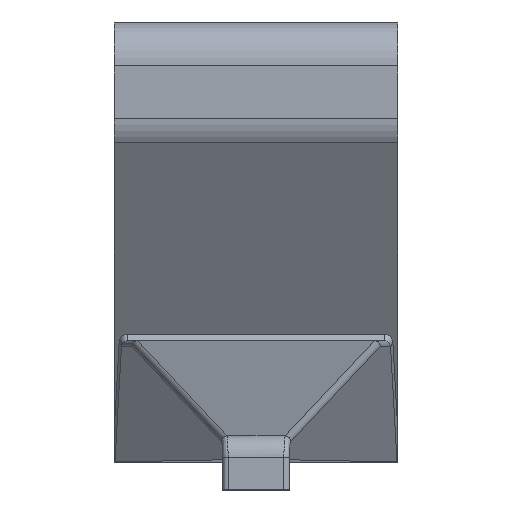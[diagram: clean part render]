
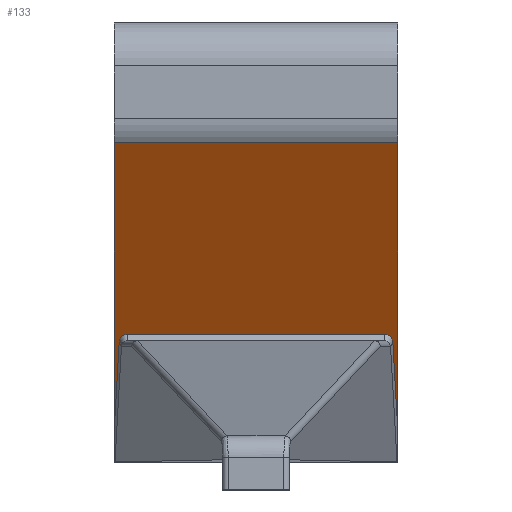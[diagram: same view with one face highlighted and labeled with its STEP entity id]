
A CAD part, top view. The second image highlights one B-rep face of the part: STEP entity #133.
In plain terms, the highlighted planar face has unit normal (0, -0.545, 0.838).
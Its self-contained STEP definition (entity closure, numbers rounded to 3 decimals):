
#22 = CARTESIAN_POINT ( 'NONE',  ( 12.9, 58.606, 34.354 ) ) ;
#72 = CARTESIAN_POINT ( 'NONE',  ( 12.446, 40.588, 22.642 ) ) ;
#74 = DIRECTION ( 'NONE',  ( 0., -0.838, -0.545 ) ) ;
#90 = CARTESIAN_POINT ( 'NONE',  ( 11.886, 41.187, 23.032 ) ) ;
#101 = ORIENTED_EDGE ( 'NONE', *, *, #532, .T. ) ;
#114 = VERTEX_POINT ( 'NONE', #164 ) ;
#122 = B_SPLINE_CURVE_WITH_KNOTS ( 'NONE', 3,
 ( #870, #1438, #90, #633, #744, #1421, #1293, #1173, #72, #937 ),
 .UNSPECIFIED., .F., .F.,
 ( 4, 2, 2, 2, 4 ),
 ( 0., 0.25, 0.5, 0.75, 1. ),
 .UNSPECIFIED. ) ;
#131 = B_SPLINE_CURVE_WITH_KNOTS ( 'NONE', 3,
 ( #1137, #1307, #867, #1285, #1417, #1162, #1568, #341, #1436, #1171, #466, #1150 ),
 .UNSPECIFIED., .F., .F.,
 ( 4, 2, 2, 2, 2, 4 ),
 ( 0., 0.25, 0.5, 0.75, 0.875, 1. ),
 .UNSPECIFIED. ) ;
#133 = ADVANCED_FACE ( 'NONE', ( #564 ), #1412, .F. ) ;
#135 = CARTESIAN_POINT ( 'NONE',  ( 11.783, 41.206, 23.044 ) ) ;
#152 = CARTESIAN_POINT ( 'NONE',  ( 11.697, 41.206, 23.044 ) ) ;
#164 = CARTESIAN_POINT ( 'NONE',  ( 12.9, 32.472, 17.367 ) ) ;
#176 = LINE ( 'NONE', #288, #623 ) ;
#191 = ORIENTED_EDGE ( 'NONE', *, *, #498, .T. ) ;
#199 = ORIENTED_EDGE ( 'NONE', *, *, #443, .T. ) ;
#249 = LINE ( 'NONE', #1612, #1707 ) ;
#277 = EDGE_CURVE ( 'NONE', #952, #1086, #122, .T. ) ;
#288 = CARTESIAN_POINT ( 'NONE',  ( 13.06, 29.606, 15.504 ) ) ;
#341 = CARTESIAN_POINT ( 'NONE',  ( -11.93, 41.169, 23.02 ) ) ;
#345 = LINE ( 'NONE', #464, #1335 ) ;
#352 = ORIENTED_EDGE ( 'NONE', *, *, #277, .T. ) ;
#371 = LINE ( 'NONE', #1065, #1257 ) ;
#443 = EDGE_CURVE ( 'NONE', #1086, #114, #176, .T. ) ;
#464 = CARTESIAN_POINT ( 'NONE',  ( -12.9, 59.6, 35. ) ) ;
#466 = CARTESIAN_POINT ( 'NONE',  ( -11.744, 41.206, 23.044 ) ) ;
#498 = EDGE_CURVE ( 'NONE', #840, #637, #131, .T. ) ;
#508 = VECTOR ( 'NONE', #1753, 1000. ) ;
#524 = DIRECTION ( 'NONE',  ( -1., 0., 0. ) ) ;
#532 = EDGE_CURVE ( 'NONE', #637, #952, #769, .T. ) ;
#564 = FACE_OUTER_BOUND ( 'NONE', #1149, .T. ) ;
#623 = VECTOR ( 'NONE', #827, 1000. ) ;
#633 = CARTESIAN_POINT ( 'NONE',  ( 12.06, 41.117, 22.986 ) ) ;
#637 = VERTEX_POINT ( 'NONE', #1434 ) ;
#659 = EDGE_CURVE ( 'NONE', #1003, #114, #1289, .T. ) ;
#712 = DIRECTION ( 'NONE',  ( 0., 0.838, 0.545 ) ) ;
#714 = EDGE_CURVE ( 'NONE', #1334, #1244, #345, .T. ) ;
#719 = CARTESIAN_POINT ( 'NONE',  ( -12.9, 58.606, 34.354 ) ) ;
#724 = CARTESIAN_POINT ( 'NONE',  ( 12.9, 59.6, 35. ) ) ;
#744 = CARTESIAN_POINT ( 'NONE',  ( 12.145, 41.062, 22.951 ) ) ;
#759 = DIRECTION ( 'NONE',  ( 0.047, 0.838, 0.544 ) ) ;
#769 = LINE ( 'NONE', #135, #508 ) ;
#827 = DIRECTION ( 'NONE',  ( 0.047, -0.838, -0.544 ) ) ;
#839 = CARTESIAN_POINT ( 'NONE',  ( 12.451, 40.494, 22.581 ) ) ;
#840 = VERTEX_POINT ( 'NONE', #913 ) ;
#867 = CARTESIAN_POINT ( 'NONE',  ( -12.422, 40.681, 22.703 ) ) ;
#870 = CARTESIAN_POINT ( 'NONE',  ( 11.697, 41.206, 23.044 ) ) ;
#913 = CARTESIAN_POINT ( 'NONE',  ( -12.451, 40.494, 22.581 ) ) ;
#937 = CARTESIAN_POINT ( 'NONE',  ( 12.451, 40.494, 22.581 ) ) ;
#947 = ORIENTED_EDGE ( 'NONE', *, *, #1603, .T. ) ;
#952 = VERTEX_POINT ( 'NONE', #152 ) ;
#1003 = VERTEX_POINT ( 'NONE', #22 ) ;
#1020 = AXIS2_PLACEMENT_3D ( 'NONE', #1256, #1665, #712 ) ;
#1065 = CARTESIAN_POINT ( 'NONE',  ( -12.473, 40.106, 22.329 ) ) ;
#1086 = VERTEX_POINT ( 'NONE', #839 ) ;
#1137 = CARTESIAN_POINT ( 'NONE',  ( -12.451, 40.494, 22.581 ) ) ;
#1149 = EDGE_LOOP ( 'NONE', ( #1458, #947, #191, #101, #352, #199, #1482, #1496 ) ) ;
#1150 = CARTESIAN_POINT ( 'NONE',  ( -11.697, 41.206, 23.044 ) ) ;
#1162 = CARTESIAN_POINT ( 'NONE',  ( -12.145, 41.063, 22.951 ) ) ;
#1171 = CARTESIAN_POINT ( 'NONE',  ( -11.791, 41.201, 23.041 ) ) ;
#1173 = CARTESIAN_POINT ( 'NONE',  ( 12.422, 40.681, 22.703 ) ) ;
#1244 = VERTEX_POINT ( 'NONE', #1281 ) ;
#1256 = CARTESIAN_POINT ( 'NONE',  ( 12.9, 59.6, 35. ) ) ;
#1257 = VECTOR ( 'NONE', #759, 1000. ) ;
#1281 = CARTESIAN_POINT ( 'NONE',  ( -12.9, 32.472, 17.367 ) ) ;
#1285 = CARTESIAN_POINT ( 'NONE',  ( -12.341, 40.851, 22.813 ) ) ;
#1289 = LINE ( 'NONE', #724, #1423 ) ;
#1293 = CARTESIAN_POINT ( 'NONE',  ( 12.341, 40.851, 22.813 ) ) ;
#1307 = CARTESIAN_POINT ( 'NONE',  ( -12.446, 40.587, 22.642 ) ) ;
#1334 = VERTEX_POINT ( 'NONE', #719 ) ;
#1335 = VECTOR ( 'NONE', #1441, 1000. ) ;
#1412 = PLANE ( 'NONE',  #1020 ) ;
#1417 = CARTESIAN_POINT ( 'NONE',  ( -12.283, 40.932, 22.866 ) ) ;
#1421 = CARTESIAN_POINT ( 'NONE',  ( 12.283, 40.932, 22.866 ) ) ;
#1423 = VECTOR ( 'NONE', #74, 1000. ) ;
#1434 = CARTESIAN_POINT ( 'NONE',  ( -11.697, 41.206, 23.044 ) ) ;
#1436 = CARTESIAN_POINT ( 'NONE',  ( -11.882, 41.183, 23.029 ) ) ;
#1438 = CARTESIAN_POINT ( 'NONE',  ( 11.79, 41.206, 23.044 ) ) ;
#1441 = DIRECTION ( 'NONE',  ( 0., -0.838, -0.545 ) ) ;
#1458 = ORIENTED_EDGE ( 'NONE', *, *, #714, .T. ) ;
#1482 = ORIENTED_EDGE ( 'NONE', *, *, #659, .F. ) ;
#1496 = ORIENTED_EDGE ( 'NONE', *, *, #1620, .T. ) ;
#1568 = CARTESIAN_POINT ( 'NONE',  ( -12.06, 41.117, 22.986 ) ) ;
#1603 = EDGE_CURVE ( 'NONE', #1244, #840, #371, .T. ) ;
#1612 = CARTESIAN_POINT ( 'NONE',  ( 12.9, 58.606, 34.354 ) ) ;
#1620 = EDGE_CURVE ( 'NONE', #1003, #1334, #249, .T. ) ;
#1665 = DIRECTION ( 'NONE',  ( 0., 0.545, -0.838 ) ) ;
#1707 = VECTOR ( 'NONE', #524, 1000. ) ;
#1753 = DIRECTION ( 'NONE',  ( 1., 0., 0. ) ) ;
